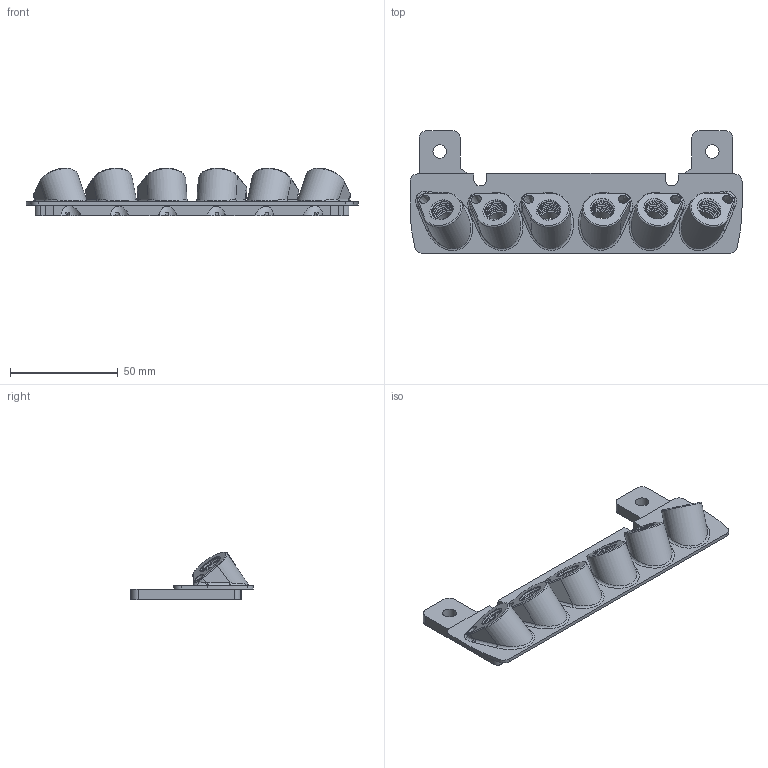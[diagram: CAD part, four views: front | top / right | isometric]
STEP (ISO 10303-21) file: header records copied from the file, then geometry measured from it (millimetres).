
FILE_DESCRIPTION(/* description */ ('Open CASCADE Model'),/* implementation_level */ '2;1');
FILE_NAME(/* name */ '',/* time_stamp */ '2025-06-16T22:18:01+03:00',/* author */ (''),/* organization */ (''),/* preprocessor_version */ 'ST-DEVELOPER v20.1',/* originating_system */ 'Autodesk Translation Framework v14.10.0.0',/* authorisation */ '');
FILE_SCHEMA (('AUTOMOTIVE_DESIGN { 1 0 10303 214 3 1 1 }'));
Length unit declared in the file: millimetre
Products named in the file (1): Open CASCADE STEP translator 7.7 15
Bounding box: 154 x 56.8 x 22.08 mm (x, y, z)
Volume: 44333.4 mm3; surface area: 25211 mm2
Topology: 1 solids, 1 shells, 294 faces, 809 edges, 518 vertices
Faces by surface type: cylinder 151, plane 77, bspline 54, torus 12
Full cylindrical faces by diameter (mm): 4.7 x9, 6.3 x2, 10.576 x36, 12.2 x36
Entity records: 26184 total; most frequent: CARTESIAN_POINT 19194, ORIENTED_EDGE 1618, DIRECTION 1227, EDGE_CURVE 809, VERTEX_POINT 518, AXIS2_PLACEMENT_3D 447, LINE 333, VECTOR 333
